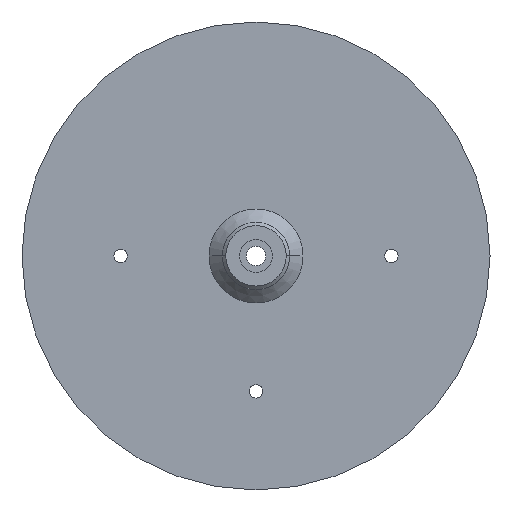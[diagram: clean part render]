
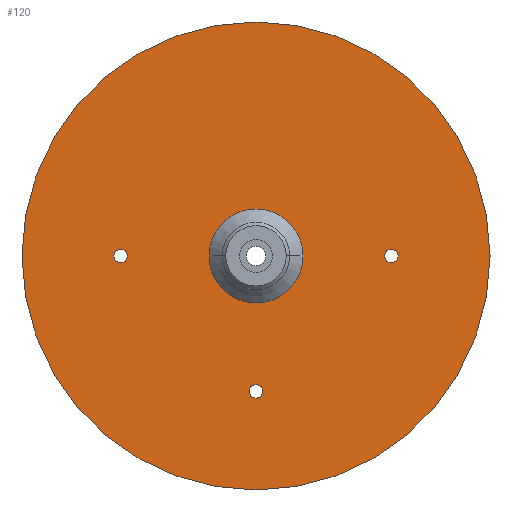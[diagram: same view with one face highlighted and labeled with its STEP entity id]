
A CAD part, top view. The second image highlights one B-rep face of the part: STEP entity #120.
In plain terms, the highlighted planar face has unit normal (0, 0, 1).
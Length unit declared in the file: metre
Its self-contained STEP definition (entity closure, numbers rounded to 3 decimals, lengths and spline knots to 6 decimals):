
#120=ADVANCED_FACE('0:94',(#192,#193,#194,#195,#196),#197,.T.);
#192=FACE_OUTER_BOUND('',#296,.T.);
#193=FACE_BOUND('',#297,.T.);
#194=FACE_BOUND('',#298,.T.);
#195=FACE_BOUND('',#299,.T.);
#196=FACE_BOUND('',#300,.T.);
#197=PLANE('',#301);
#296=EDGE_LOOP('',(#506,#507));
#297=EDGE_LOOP('',(#508,#509));
#298=EDGE_LOOP('',(#510,#511));
#299=EDGE_LOOP('',(#512,#513));
#300=EDGE_LOOP('',(#514,#515));
#301=AXIS2_PLACEMENT_3D('',#516,#517,#518);
#506=ORIENTED_EDGE('',*,*,#749,.T.);
#507=ORIENTED_EDGE('',*,*,#739,.T.);
#508=ORIENTED_EDGE('',*,*,#697,.T.);
#509=ORIENTED_EDGE('',*,*,#750,.T.);
#510=ORIENTED_EDGE('',*,*,#693,.T.);
#511=ORIENTED_EDGE('',*,*,#751,.T.);
#512=ORIENTED_EDGE('',*,*,#689,.T.);
#513=ORIENTED_EDGE('',*,*,#752,.T.);
#514=ORIENTED_EDGE('',*,*,#681,.F.);
#515=ORIENTED_EDGE('',*,*,#753,.F.);
#516=CARTESIAN_POINT('',(0.,0.003,-0.044));
#517=DIRECTION('',(0.,0.,1.0));
#518=DIRECTION('',(0.0,-1.0,0.));
#681=EDGE_CURVE('0:184',#782,#778,#784,.T.);
#689=EDGE_CURVE('0:169',#798,#795,#799,.T.);
#693=EDGE_CURVE('0:166',#806,#803,#807,.T.);
#697=EDGE_CURVE('0:163',#814,#811,#815,.T.);
#739=EDGE_CURVE('0:190',#884,#888,#890,.F.);
#749=EDGE_CURVE('0:190',#888,#884,#902,.F.);
#750=EDGE_CURVE('0:163',#811,#814,#903,.T.);
#751=EDGE_CURVE('0:166',#803,#806,#904,.T.);
#752=EDGE_CURVE('0:169',#795,#798,#905,.T.);
#753=EDGE_CURVE('0:184',#778,#782,#906,.T.);
#778=VERTEX_POINT('',#932);
#782=VERTEX_POINT('',#937);
#784=CIRCLE('',#940,0.007);
#795=VERTEX_POINT('',#955);
#798=VERTEX_POINT('',#959);
#799=CIRCLE('',#960,0.001);
#803=VERTEX_POINT('',#965);
#806=VERTEX_POINT('',#969);
#807=CIRCLE('',#970,0.001);
#811=VERTEX_POINT('',#975);
#814=VERTEX_POINT('',#979);
#815=CIRCLE('',#980,0.001);
#884=VERTEX_POINT('',#1068);
#888=VERTEX_POINT('',#1073);
#890=CIRCLE('',#1076,0.03487);
#902=CIRCLE('',#1088,0.03487);
#903=CIRCLE('',#1089,0.001);
#904=CIRCLE('',#1090,0.001);
#905=CIRCLE('',#1091,0.001);
#906=CIRCLE('',#1092,0.007);
#932=CARTESIAN_POINT('',(-0.007,0.003,-0.044));
#937=CARTESIAN_POINT('',(0.007,0.003,-0.044));
#940=AXIS2_PLACEMENT_3D('',#1120,#1121,#1122);
#955=CARTESIAN_POINT('',(-0.020164,0.002,-0.044));
#959=CARTESIAN_POINT('',(-0.020164,0.004,-0.044));
#960=AXIS2_PLACEMENT_3D('',#1134,#1135,#1136);
#965=CARTESIAN_POINT('',(0.,-0.018164,-0.044));
#969=CARTESIAN_POINT('',(0.,-0.016164,-0.044));
#970=AXIS2_PLACEMENT_3D('',#1142,#1143,#1144);
#975=CARTESIAN_POINT('',(0.021164,0.003,-0.044));
#979=CARTESIAN_POINT('',(0.019164,0.003,-0.044));
#980=AXIS2_PLACEMENT_3D('',#1150,#1151,#1152);
#1068=CARTESIAN_POINT('',(0.03487,0.003,-0.044));
#1073=CARTESIAN_POINT('',(-0.03487,0.003,-0.044));
#1076=AXIS2_PLACEMENT_3D('',#1234,#1235,#1236);
#1088=AXIS2_PLACEMENT_3D('',#1264,#1265,#1266);
#1089=AXIS2_PLACEMENT_3D('',#1267,#1268,#1269);
#1090=AXIS2_PLACEMENT_3D('',#1270,#1271,#1272);
#1091=AXIS2_PLACEMENT_3D('',#1273,#1274,#1275);
#1092=AXIS2_PLACEMENT_3D('',#1276,#1277,#1278);
#1120=CARTESIAN_POINT('',(0.,0.003,-0.044));
#1121=DIRECTION('',(0.,0.,1.0));
#1122=DIRECTION('',(-1.0,0.,0.));
#1134=CARTESIAN_POINT('',(-0.020164,0.003,-0.044));
#1135=DIRECTION('',(0.,0.,-1.0));
#1136=DIRECTION('',(0.0,-1.0,0.));
#1142=CARTESIAN_POINT('',(0.,-0.017164,-0.044));
#1143=DIRECTION('',(0.,0.,-1.0));
#1144=DIRECTION('',(0.,-1.0,0.0));
#1150=CARTESIAN_POINT('',(0.020164,0.003,-0.044));
#1151=DIRECTION('',(0.0,0.,-1.0));
#1152=DIRECTION('',(1.0,0.0,0.0));
#1234=CARTESIAN_POINT('',(0.,0.003,-0.044));
#1235=DIRECTION('',(0.,0.,-1.0));
#1236=DIRECTION('',(1.0,0.0,0.));
#1264=CARTESIAN_POINT('',(0.,0.003,-0.044));
#1265=DIRECTION('',(0.,0.,-1.0));
#1266=DIRECTION('',(1.0,0.0,0.));
#1267=CARTESIAN_POINT('',(0.020164,0.003,-0.044));
#1268=DIRECTION('',(0.0,0.,-1.0));
#1269=DIRECTION('',(1.0,0.0,0.0));
#1270=CARTESIAN_POINT('',(0.,-0.017164,-0.044));
#1271=DIRECTION('',(0.,0.,-1.0));
#1272=DIRECTION('',(0.,-1.0,0.0));
#1273=CARTESIAN_POINT('',(-0.020164,0.003,-0.044));
#1274=DIRECTION('',(0.,0.,-1.0));
#1275=DIRECTION('',(0.0,-1.0,0.));
#1276=CARTESIAN_POINT('',(0.,0.003,-0.044));
#1277=DIRECTION('',(0.,0.,1.0));
#1278=DIRECTION('',(-1.0,0.,0.));
